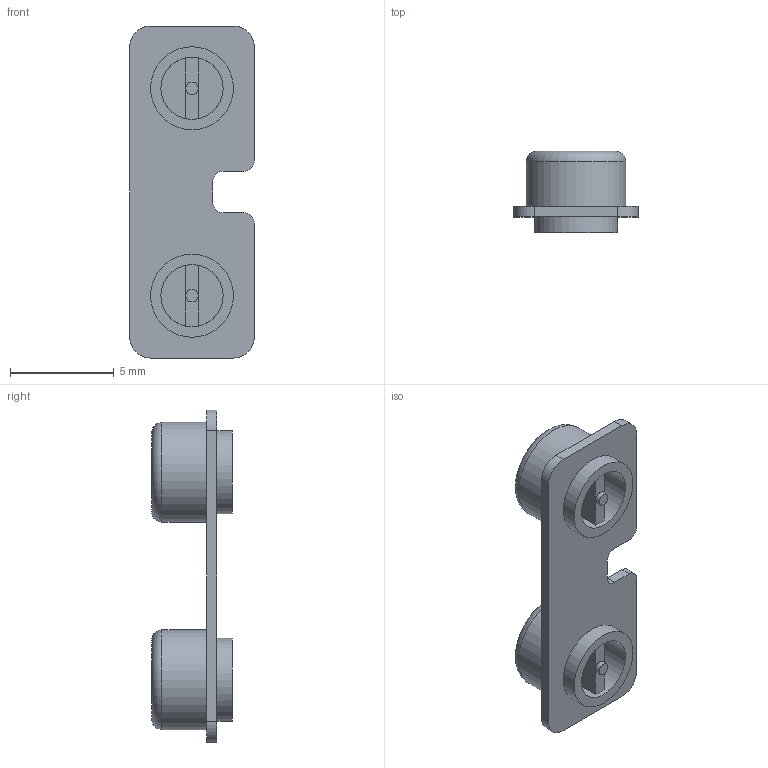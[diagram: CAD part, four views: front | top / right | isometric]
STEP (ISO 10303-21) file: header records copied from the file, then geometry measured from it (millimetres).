
FILE_DESCRIPTION(/* description */ (''),/* implementation_level */ '2;1');
FILE_NAME(/* name */ 'system-buttons.stp',/* time_stamp */ '2019-09-24T10:58:02+01:00',/* author */ ('jon'),/* organization */ (''),/* preprocessor_version */ 'ST-DEVELOPER v17',/* originating_system */ 'Autodesk Inventor 2019',/* authorisation */ '');
FILE_SCHEMA (('AUTOMOTIVE_DESIGN { 1 0 10303 214 3 1 1 }'));
Length unit declared in the file: millimetre
Products named in the file (1): system-buttons
Bounding box: 6 x 3.9 x 16 mm (x, y, z)
Volume: 128 mm3; surface area: 378.1 mm2
Topology: 1 solids, 1 shells, 88 faces, 224 edges, 148 vertices
Faces by surface type: plane 51, cylinder 35, torus 2
Full cylindrical faces by diameter (mm): 0.6 x2, 3 x2, 4 x2, 4.8 x2
Entity records: 2723 total; most frequent: DIRECTION 490, CARTESIAN_POINT 461, ORIENTED_EDGE 448, EDGE_CURVE 224, AXIS2_PLACEMENT_3D 177, VERTEX_POINT 148, LINE 136, VECTOR 136
